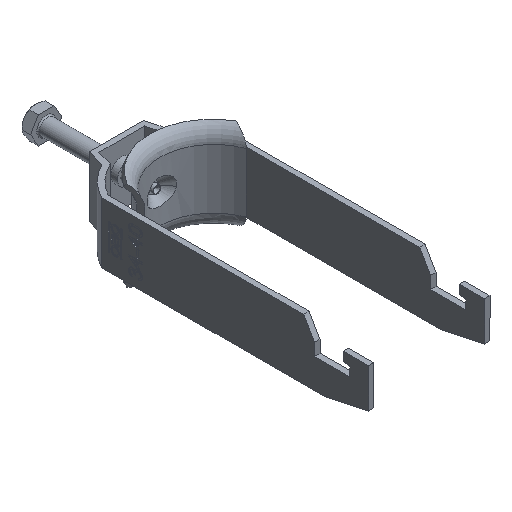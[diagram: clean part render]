
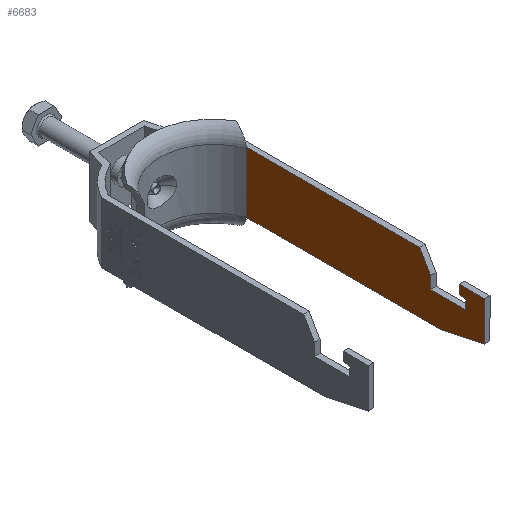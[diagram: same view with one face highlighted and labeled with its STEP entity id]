
A CAD part, isometric view. The second image highlights one B-rep face of the part: STEP entity #6683.
In plain terms, the highlighted planar face has unit normal (-1, 0, 0).
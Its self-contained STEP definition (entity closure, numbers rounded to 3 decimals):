
#55 = ORIENTED_EDGE ( 'NONE', *, *, #9618, .T. ) ;
#118 = CARTESIAN_POINT ( 'NONE',  ( 20.5, -155., -11.25 ) ) ;
#166 = ORIENTED_EDGE ( 'NONE', *, *, #3428, .T. ) ;
#326 = LINE ( 'NONE', #2147, #6680 ) ;
#487 = ORIENTED_EDGE ( 'NONE', *, *, #4519, .T. ) ;
#861 = ORIENTED_EDGE ( 'NONE', *, *, #4841, .T. ) ;
#1008 = DIRECTION ( 'NONE',  ( 0., 1., 0. ) ) ;
#1213 = VECTOR ( 'NONE', #5003, 1000. ) ;
#1542 = DIRECTION ( 'NONE',  ( 0., 0., -1. ) ) ;
#1577 = CARTESIAN_POINT ( 'NONE',  ( 20.5, -117.462, -32.923 ) ) ;
#1762 = EDGE_CURVE ( 'NONE', #6894, #7400, #6834, .T. ) ;
#1791 = VECTOR ( 'NONE', #2688, 1000. ) ;
#1966 = VECTOR ( 'NONE', #11477, 1000. ) ;
#2066 = VECTOR ( 'NONE', #1542, 1000. ) ;
#2115 = VERTEX_POINT ( 'NONE', #2836 ) ;
#2147 = CARTESIAN_POINT ( 'NONE',  ( 20.5, -96., -11.25 ) ) ;
#2175 = CARTESIAN_POINT ( 'NONE',  ( 20.5, -108.53, -15.316 ) ) ;
#2241 = FACE_OUTER_BOUND ( 'NONE', #5075, .T. ) ;
#2345 = CARTESIAN_POINT ( 'NONE',  ( 20.5, -109., 3.25 ) ) ;
#2577 = VECTOR ( 'NONE', #11145, 1000. ) ;
#2688 = DIRECTION ( 'NONE',  ( 0., 1., 0. ) ) ;
#2811 = VECTOR ( 'NONE', #9422, 1000. ) ;
#2836 = CARTESIAN_POINT ( 'NONE',  ( 20.5, -91.959, 11.25 ) ) ;
#3114 = LINE ( 'NONE', #7579, #2577 ) ;
#3126 = CARTESIAN_POINT ( 'NONE',  ( 20.5, -116., 6.75 ) ) ;
#3127 = EDGE_CURVE ( 'NONE', #6779, #9099, #9088, .T. ) ;
#3355 = CARTESIAN_POINT ( 'NONE',  ( 20.5, -99.642, -11.25 ) ) ;
#3374 = ORIENTED_EDGE ( 'NONE', *, *, #5899, .F. ) ;
#3428 = EDGE_CURVE ( 'NONE', #8806, #3623, #4959, .T. ) ;
#3511 = LINE ( 'NONE', #10781, #1791 ) ;
#3623 = VERTEX_POINT ( 'NONE', #6290 ) ;
#3725 = EDGE_CURVE ( 'NONE', #9137, #4079, #6628, .T. ) ;
#3816 = EDGE_CURVE ( 'NONE', #3623, #11176, #7882, .T. ) ;
#3922 = VECTOR ( 'NONE', #6177, 1000. ) ;
#4079 = VERTEX_POINT ( 'NONE', #6615 ) ;
#4088 = ORIENTED_EDGE ( 'NONE', *, *, #11244, .T. ) ;
#4519 = EDGE_CURVE ( 'NONE', #11176, #10455, #326, .T. ) ;
#4568 = CARTESIAN_POINT ( 'NONE',  ( 20.5, -96., -0.25 ) ) ;
#4806 = VECTOR ( 'NONE', #10356, 1000. ) ;
#4841 = EDGE_CURVE ( 'NONE', #7400, #9137, #3114, .T. ) ;
#4959 = LINE ( 'NONE', #6822, #2066 ) ;
#5003 = DIRECTION ( 'NONE',  ( 0., -1., 0. ) ) ;
#5057 = LINE ( 'NONE', #11249, #1213 ) ;
#5075 = EDGE_LOOP ( 'NONE', ( #10787, #5930, #10702, #861, #8839, #55, #166, #10396, #487, #11091, #4088, #3374 ) ) ;
#5285 = LINE ( 'NONE', #1577, #1966 ) ;
#5803 = LINE ( 'NONE', #8642, #4806 ) ;
#5835 = PLANE ( 'NONE',  #8098 ) ;
#5899 = EDGE_CURVE ( 'NONE', #9099, #10671, #5803, .T. ) ;
#5930 = ORIENTED_EDGE ( 'NONE', *, *, #6045, .T. ) ;
#5965 = CARTESIAN_POINT ( 'NONE',  ( 20.5, -17.511, 11.25 ) ) ;
#6045 = EDGE_CURVE ( 'NONE', #6779, #6894, #9774, .T. ) ;
#6177 = DIRECTION ( 'NONE',  ( 0., 1., 0. ) ) ;
#6290 = CARTESIAN_POINT ( 'NONE',  ( 20.5, -109., -0.25 ) ) ;
#6615 = CARTESIAN_POINT ( 'NONE',  ( 20.5, -106.906, 3.25 ) ) ;
#6628 = LINE ( 'NONE', #2175, #2811 ) ;
#6680 = VECTOR ( 'NONE', #11063, 1000. ) ;
#6683 = ADVANCED_FACE ( 'NONE', ( #2241 ), #5835, .T. ) ;
#6755 = CARTESIAN_POINT ( 'NONE',  ( 20.5, -116., -7.773 ) ) ;
#6779 = VERTEX_POINT ( 'NONE', #3355 ) ;
#6822 = CARTESIAN_POINT ( 'NONE',  ( 20.5, -109., -11.25 ) ) ;
#6834 = LINE ( 'NONE', #10464, #9475 ) ;
#6894 = VERTEX_POINT ( 'NONE', #6755 ) ;
#7267 = CARTESIAN_POINT ( 'NONE',  ( 20.5, -17.511, -11.25 ) ) ;
#7318 = CARTESIAN_POINT ( 'NONE',  ( 20.5, -106.6, 6.75 ) ) ;
#7400 = VERTEX_POINT ( 'NONE', #3126 ) ;
#7579 = CARTESIAN_POINT ( 'NONE',  ( 20.5, -155., 6.75 ) ) ;
#7618 = VECTOR ( 'NONE', #11524, 1000. ) ;
#7882 = LINE ( 'NONE', #8961, #3922 ) ;
#8098 = AXIS2_PLACEMENT_3D ( 'NONE', #9435, #11044, #8502 ) ;
#8502 = DIRECTION ( 'NONE',  ( 0., 1., 0. ) ) ;
#8526 = VECTOR ( 'NONE', #1008, 1000. ) ;
#8642 = CARTESIAN_POINT ( 'NONE',  ( 20.5, -17.511, -11.25 ) ) ;
#8704 = CARTESIAN_POINT ( 'NONE',  ( 20.5, -152.607, 0.008 ) ) ;
#8806 = VERTEX_POINT ( 'NONE', #2345 ) ;
#8839 = ORIENTED_EDGE ( 'NONE', *, *, #3725, .T. ) ;
#8961 = CARTESIAN_POINT ( 'NONE',  ( 20.5, -155., -0.25 ) ) ;
#9088 = LINE ( 'NONE', #118, #8526 ) ;
#9099 = VERTEX_POINT ( 'NONE', #7267 ) ;
#9137 = VERTEX_POINT ( 'NONE', #7318 ) ;
#9422 = DIRECTION ( 'NONE',  ( 0., -0.087, -0.996 ) ) ;
#9435 = CARTESIAN_POINT ( 'NONE',  ( 20.5, -155., -11.25 ) ) ;
#9475 = VECTOR ( 'NONE', #11113, 1000. ) ;
#9618 = EDGE_CURVE ( 'NONE', #4079, #8806, #5057, .T. ) ;
#9774 = LINE ( 'NONE', #8704, #7618 ) ;
#9912 = EDGE_CURVE ( 'NONE', #10455, #2115, #5285, .T. ) ;
#10356 = DIRECTION ( 'NONE',  ( 0., 0., 1. ) ) ;
#10396 = ORIENTED_EDGE ( 'NONE', *, *, #3816, .T. ) ;
#10455 = VERTEX_POINT ( 'NONE', #10936 ) ;
#10464 = CARTESIAN_POINT ( 'NONE',  ( 20.5, -116., -11.25 ) ) ;
#10671 = VERTEX_POINT ( 'NONE', #5965 ) ;
#10702 = ORIENTED_EDGE ( 'NONE', *, *, #1762, .T. ) ;
#10781 = CARTESIAN_POINT ( 'NONE',  ( 20.5, -155., 11.25 ) ) ;
#10787 = ORIENTED_EDGE ( 'NONE', *, *, #3127, .F. ) ;
#10936 = CARTESIAN_POINT ( 'NONE',  ( 20.5, -96., 4.25 ) ) ;
#11044 = DIRECTION ( 'NONE',  ( -1., 0., 0. ) ) ;
#11063 = DIRECTION ( 'NONE',  ( 0., 0., 1. ) ) ;
#11091 = ORIENTED_EDGE ( 'NONE', *, *, #9912, .T. ) ;
#11113 = DIRECTION ( 'NONE',  ( 0., 0., 1. ) ) ;
#11145 = DIRECTION ( 'NONE',  ( 0., 1., 0. ) ) ;
#11176 = VERTEX_POINT ( 'NONE', #4568 ) ;
#11244 = EDGE_CURVE ( 'NONE', #2115, #10671, #3511, .T. ) ;
#11249 = CARTESIAN_POINT ( 'NONE',  ( 20.5, -155., 3.25 ) ) ;
#11477 = DIRECTION ( 'NONE',  ( 0., 0.5, 0.866 ) ) ;
#11524 = DIRECTION ( 'NONE',  ( 0., -0.978, 0.208 ) ) ;
